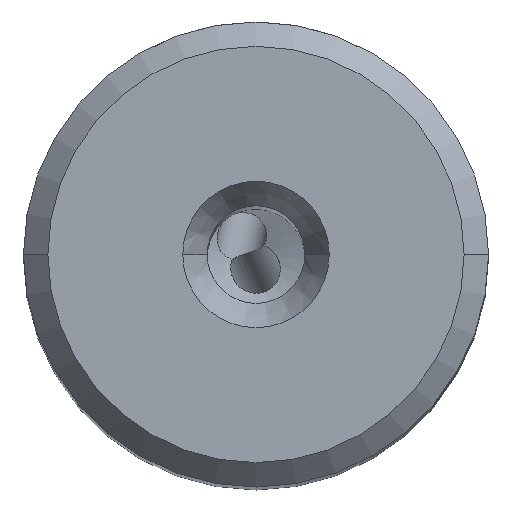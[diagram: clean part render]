
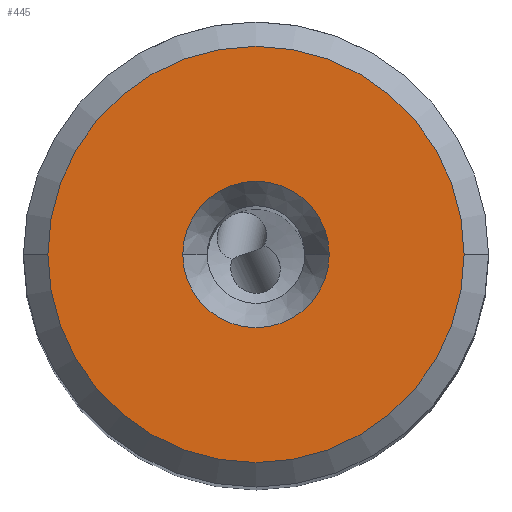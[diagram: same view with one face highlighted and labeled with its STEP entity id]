
A CAD part, top view. The second image highlights one B-rep face of the part: STEP entity #445.
In plain terms, the highlighted planar face has unit normal (0, 0, 1).
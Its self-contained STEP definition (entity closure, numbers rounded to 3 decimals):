
#132=PLANE('',#3814);
#445=ADVANCED_FACE('',(#647,#648),#132,.T.);
#647=FACE_BOUND('',#737,.T.);
#648=FACE_BOUND('',#738,.T.);
#737=EDGE_LOOP('',(#1885,#1886,#1887,#1888));
#738=EDGE_LOOP('',(#1889,#1890));
#922=CIRCLE('',#3806,3.);
#923=CIRCLE('',#3808,3.);
#924=CIRCLE('',#3810,8.525);
#925=CIRCLE('',#3811,8.525);
#926=CIRCLE('',#3812,8.525);
#927=CIRCLE('',#3813,8.525);
#1885=ORIENTED_EDGE('',*,*,#3132,.T.);
#1886=ORIENTED_EDGE('',*,*,#3133,.T.);
#1887=ORIENTED_EDGE('',*,*,#3134,.T.);
#1888=ORIENTED_EDGE('',*,*,#3135,.T.);
#1889=ORIENTED_EDGE('',*,*,#3129,.T.);
#1890=ORIENTED_EDGE('',*,*,#3131,.T.);
#2682=VERTEX_POINT('',#7677);
#2683=VERTEX_POINT('',#7679);
#2684=VERTEX_POINT('',#7685);
#2685=VERTEX_POINT('',#7686);
#2686=VERTEX_POINT('',#7688);
#2687=VERTEX_POINT('',#7690);
#3129=EDGE_CURVE('',#2683,#2682,#922,.T.);
#3131=EDGE_CURVE('',#2682,#2683,#923,.T.);
#3132=EDGE_CURVE('',#2684,#2685,#924,.T.);
#3133=EDGE_CURVE('',#2685,#2686,#925,.T.);
#3134=EDGE_CURVE('',#2686,#2687,#926,.T.);
#3135=EDGE_CURVE('',#2687,#2684,#927,.T.);
#3806=AXIS2_PLACEMENT_3D('',#7678,#4460,#4461);
#3808=AXIS2_PLACEMENT_3D('',#7682,#4465,#4466);
#3810=AXIS2_PLACEMENT_3D('',#7684,#4469,#4470);
#3811=AXIS2_PLACEMENT_3D('',#7687,#4471,#4472);
#3812=AXIS2_PLACEMENT_3D('',#7689,#4473,#4474);
#3813=AXIS2_PLACEMENT_3D('',#7691,#4475,#4476);
#3814=AXIS2_PLACEMENT_3D('',#7692,#4477,#4478);
#4460=DIRECTION('',(0.,0.,-1.));
#4461=DIRECTION('',(1.,0.,0.));
#4465=DIRECTION('',(0.,0.,-1.));
#4466=DIRECTION('',(-1.,0.,0.));
#4469=DIRECTION('',(0.,0.,1.));
#4470=DIRECTION('',(0.,1.,0.));
#4471=DIRECTION('',(0.,0.,1.));
#4472=DIRECTION('',(-1.,0.,0.));
#4473=DIRECTION('',(0.,0.,1.));
#4474=DIRECTION('',(0.,-1.,0.));
#4475=DIRECTION('',(0.,0.,1.));
#4476=DIRECTION('',(1.,0.,0.));
#4477=DIRECTION('',(0.,0.,1.));
#4478=DIRECTION('',(1.,0.,0.));
#7677=CARTESIAN_POINT('',(-3.,0.,0.));
#7678=CARTESIAN_POINT('',(0.,0.,0.));
#7679=CARTESIAN_POINT('',(3.,0.,0.));
#7682=CARTESIAN_POINT('',(0.,0.,0.));
#7684=CARTESIAN_POINT('',(0.,0.,0.));
#7685=CARTESIAN_POINT('',(0.,8.525,0.));
#7686=CARTESIAN_POINT('',(-8.525,0.,0.));
#7687=CARTESIAN_POINT('',(0.,0.,0.));
#7688=CARTESIAN_POINT('',(0.,-8.525,0.));
#7689=CARTESIAN_POINT('',(0.,0.,0.));
#7690=CARTESIAN_POINT('',(8.525,0.,0.));
#7691=CARTESIAN_POINT('',(0.,0.,0.));
#7692=CARTESIAN_POINT('',(0.,0.,0.));
